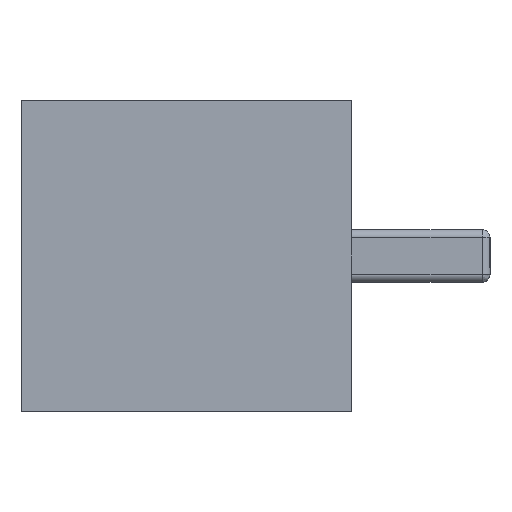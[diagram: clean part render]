
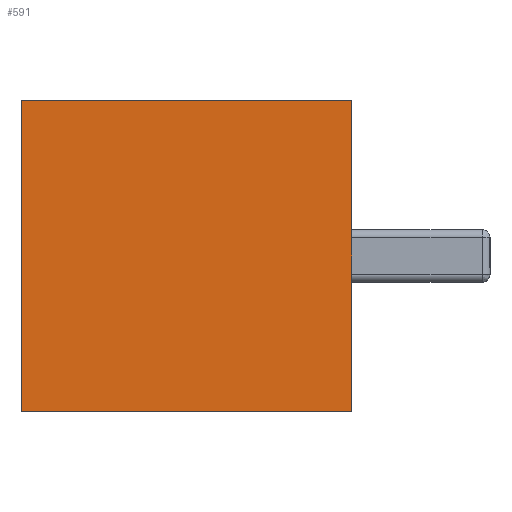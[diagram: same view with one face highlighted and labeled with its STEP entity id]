
A CAD part, left-side view. The second image highlights one B-rep face of the part: STEP entity #591.
In plain terms, the highlighted free-form (B-spline) face has degree [1, 1] with [2, 2] control points.
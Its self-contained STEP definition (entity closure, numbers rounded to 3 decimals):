
#437 = VERTEX_POINT('',#438);
#438 = CARTESIAN_POINT('',(-10.689,4.606,
    -4.345));
#443 = EDGE_CURVE('',#444,#437,#446,.T.);
#444 = VERTEX_POINT('',#445);
#445 = CARTESIAN_POINT('',(-10.689,4.606,4.345
    ));
#446 = B_SPLINE_CURVE_WITH_KNOTS('',1,(#447,#448),.UNSPECIFIED.,.F.,.F.,
  (2,2),(0.,10.),.PIECEWISE_BEZIER_KNOTS.);
#447 = CARTESIAN_POINT('',(-10.689,4.606,4.345
    ));
#448 = CARTESIAN_POINT('',(-10.689,4.606,
    -4.345));
#591 = ADVANCED_FACE('',(#592),#614,.F.);
#592 = FACE_BOUND('',#593,.T.);
#593 = EDGE_LOOP('',(#594,#601,#608,#613));
#594 = ORIENTED_EDGE('',*,*,#595,.T.);
#595 = EDGE_CURVE('',#437,#596,#598,.T.);
#596 = VERTEX_POINT('',#597);
#597 = CARTESIAN_POINT('',(-10.689,-4.606,
    -4.345));
#598 = B_SPLINE_CURVE_WITH_KNOTS('',1,(#599,#600),.UNSPECIFIED.,.F.,.F.,
  (2,2),(0.,10.6),.PIECEWISE_BEZIER_KNOTS.);
#599 = CARTESIAN_POINT('',(-10.689,4.606,
    -4.345));
#600 = CARTESIAN_POINT('',(-10.689,-4.606,
    -4.345));
#601 = ORIENTED_EDGE('',*,*,#602,.F.);
#602 = EDGE_CURVE('',#603,#596,#605,.T.);
#603 = VERTEX_POINT('',#604);
#604 = CARTESIAN_POINT('',(-10.689,-4.606,
    4.345));
#605 = B_SPLINE_CURVE_WITH_KNOTS('',1,(#606,#607),.UNSPECIFIED.,.F.,.F.,
  (2,2),(0.,10.),.PIECEWISE_BEZIER_KNOTS.);
#606 = CARTESIAN_POINT('',(-10.689,-4.606,
    4.345));
#607 = CARTESIAN_POINT('',(-10.689,-4.606,
    -4.345));
#608 = ORIENTED_EDGE('',*,*,#609,.F.);
#609 = EDGE_CURVE('',#444,#603,#610,.T.);
#610 = B_SPLINE_CURVE_WITH_KNOTS('',1,(#611,#612),.UNSPECIFIED.,.F.,.F.,
  (2,2),(0.,10.6),.PIECEWISE_BEZIER_KNOTS.);
#611 = CARTESIAN_POINT('',(-10.689,4.606,4.345
    ));
#612 = CARTESIAN_POINT('',(-10.689,-4.606,
    4.345));
#613 = ORIENTED_EDGE('',*,*,#443,.T.);
#614 = B_SPLINE_SURFACE_WITH_KNOTS('',1,1,(
    (#615,#616)
    ,(#617,#618
    )),.UNSPECIFIED.,.F.,.F.,.F.,(2,2),(2,2),(0.,10.),(-10.6,0.),
  .PIECEWISE_BEZIER_KNOTS.);
#615 = CARTESIAN_POINT('',(-10.689,-4.606,
    4.345));
#616 = CARTESIAN_POINT('',(-10.689,4.606,4.345
    ));
#617 = CARTESIAN_POINT('',(-10.689,-4.606,
    -4.345));
#618 = CARTESIAN_POINT('',(-10.689,4.606,
    -4.345));
